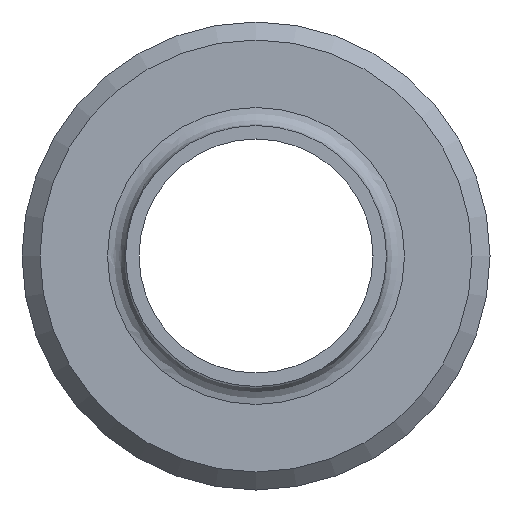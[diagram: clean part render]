
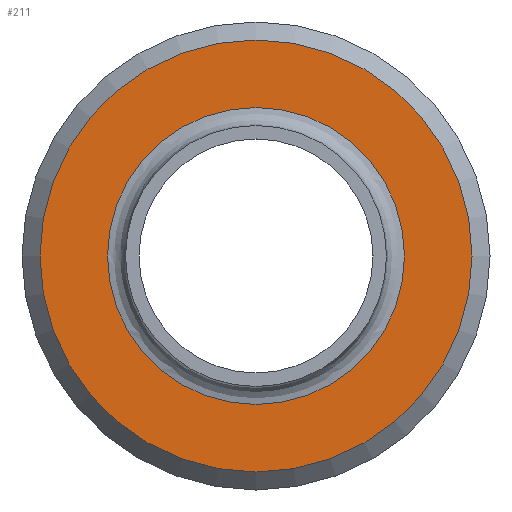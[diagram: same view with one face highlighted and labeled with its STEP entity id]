
A CAD part, left-side view. The second image highlights one B-rep face of the part: STEP entity #211.
In plain terms, the highlighted planar face has unit normal (-1, 0, 0).
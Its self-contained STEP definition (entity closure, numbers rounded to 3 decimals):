
#101=CARTESIAN_POINT('',(29.0,0.0,24.));
#102=VERTEX_POINT('',#101);
#103=CARTESIAN_POINT('',(29.,0.0,0.0));
#104=DIRECTION('',(-1.0,0.0,0.0));
#105=DIRECTION('',(0.0,0.0,1.0));
#106=AXIS2_PLACEMENT_3D('',#103,#104,#105);
#107=CIRCLE('',#106,24.);
#108=EDGE_CURVE('',#102,#102,#107,.T.);
#177=CARTESIAN_POINT('',(29.,16.5,0.0));
#178=VERTEX_POINT('',#177);
#179=CARTESIAN_POINT('',(29.0,0.,0.0));
#180=DIRECTION('',(1.0,0.0,0.0));
#181=DIRECTION('',(0.0,1.0,0.0));
#182=AXIS2_PLACEMENT_3D('',#179,#180,#181);
#183=CIRCLE('',#182,16.5);
#184=EDGE_CURVE('',#178,#178,#183,.T.);
#200=CARTESIAN_POINT('',(29.,21.25,0.0));
#201=DIRECTION('',(-1.0,0.0,0.0));
#202=DIRECTION('',(0.0,0.0,1.0));
#203=AXIS2_PLACEMENT_3D('',#200,#201,#202);
#204=PLANE('',#203);
#205=ORIENTED_EDGE('',*,*,#108,.T.);
#206=EDGE_LOOP('',(#205));
#207=FACE_OUTER_BOUND('',#206,.T.);
#208=ORIENTED_EDGE('',*,*,#184,.T.);
#209=EDGE_LOOP('',(#208));
#210=FACE_BOUND('',#209,.T.);
#211=ADVANCED_FACE('',(#207,#210),#204,.T.);
